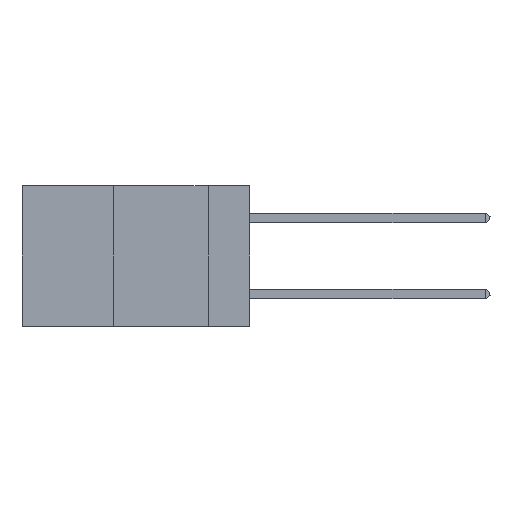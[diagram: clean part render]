
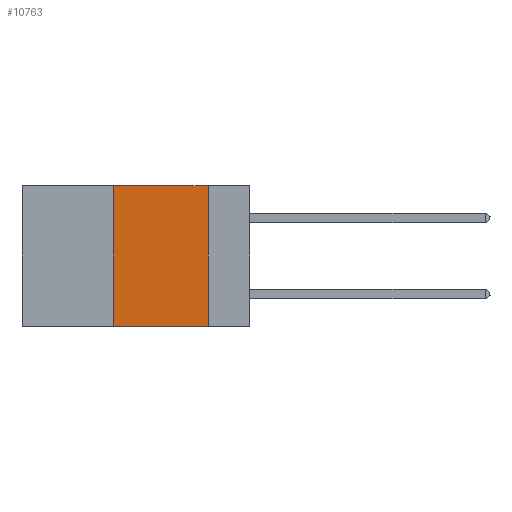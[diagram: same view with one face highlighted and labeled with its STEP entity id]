
A CAD part, left-side view. The second image highlights one B-rep face of the part: STEP entity #10763.
In plain terms, the highlighted planar face has unit normal (-1, 0, 0).
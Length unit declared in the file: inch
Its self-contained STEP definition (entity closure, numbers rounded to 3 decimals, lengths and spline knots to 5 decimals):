
#1838 = LINE ( 'NONE', #21115, #22629 ) ;
#1937 = ORIENTED_EDGE ( 'NONE', *, *, #5653, .F. ) ;
#2047 = PLANE ( 'NONE',  #6579 ) ;
#2475 = ORIENTED_EDGE ( 'NONE', *, *, #22197, .T. ) ;
#2657 = CARTESIAN_POINT ( 'NONE',  ( 0., 0.6, -0.37 ) ) ;
#2727 = VERTEX_POINT ( 'NONE', #3975 ) ;
#3299 = LINE ( 'NONE', #2657, #7443 ) ;
#3686 = FACE_OUTER_BOUND ( 'NONE', #17421, .T. ) ;
#3975 = CARTESIAN_POINT ( 'NONE',  ( 0., 0.11, 0. ) ) ;
#4178 = CARTESIAN_POINT ( 'NONE',  ( 0., 0.36, -0.37 ) ) ;
#5422 = VERTEX_POINT ( 'NONE', #4178 ) ;
#5653 = EDGE_CURVE ( 'NONE', #5422, #14669, #1838, .T. ) ;
#6579 = AXIS2_PLACEMENT_3D ( 'NONE', #7404, #20640, #18167 ) ;
#7404 = CARTESIAN_POINT ( 'NONE',  ( 0., 0.6, 0. ) ) ;
#7443 = VECTOR ( 'NONE', #26741, 39.37008 ) ;
#10763 = ADVANCED_FACE ( 'NONE', ( #3686 ), #2047, .F. ) ;
#10798 = LINE ( 'NONE', #32663, #22875 ) ;
#11497 = DIRECTION ( 'NONE',  ( 0., 0., -1. ) ) ;
#14669 = VERTEX_POINT ( 'NONE', #33730 ) ;
#14919 = CARTESIAN_POINT ( 'NONE',  ( 0., 0.6, 0. ) ) ;
#16652 = VERTEX_POINT ( 'NONE', #31934 ) ;
#17421 = EDGE_LOOP ( 'NONE', ( #19837, #25154, #1937, #2475 ) ) ;
#18167 = DIRECTION ( 'NONE',  ( 0., 0., -1. ) ) ;
#19837 = ORIENTED_EDGE ( 'NONE', *, *, #32585, .F. ) ;
#20640 = DIRECTION ( 'NONE',  ( 1., 0., 0. ) ) ;
#21115 = CARTESIAN_POINT ( 'NONE',  ( 0., 0.36, 0. ) ) ;
#22197 = EDGE_CURVE ( 'NONE', #5422, #16652, #3299, .T. ) ;
#22629 = VECTOR ( 'NONE', #24162, 39.37008 ) ;
#22875 = VECTOR ( 'NONE', #11497, 39.37008 ) ;
#24162 = DIRECTION ( 'NONE',  ( 0., 0., 1. ) ) ;
#25018 = VECTOR ( 'NONE', #33433, 39.37008 ) ;
#25154 = ORIENTED_EDGE ( 'NONE', *, *, #31464, .F. ) ;
#26741 = DIRECTION ( 'NONE',  ( 0., -1., 0. ) ) ;
#27139 = LINE ( 'NONE', #14919, #25018 ) ;
#31464 = EDGE_CURVE ( 'NONE', #14669, #2727, #27139, .T. ) ;
#31934 = CARTESIAN_POINT ( 'NONE',  ( 0., 0.11, -0.37 ) ) ;
#32585 = EDGE_CURVE ( 'NONE', #2727, #16652, #10798, .T. ) ;
#32663 = CARTESIAN_POINT ( 'NONE',  ( 0., 0.11, 0. ) ) ;
#33433 = DIRECTION ( 'NONE',  ( 0., -1., 0. ) ) ;
#33730 = CARTESIAN_POINT ( 'NONE',  ( 0., 0.36, 0. ) ) ;
